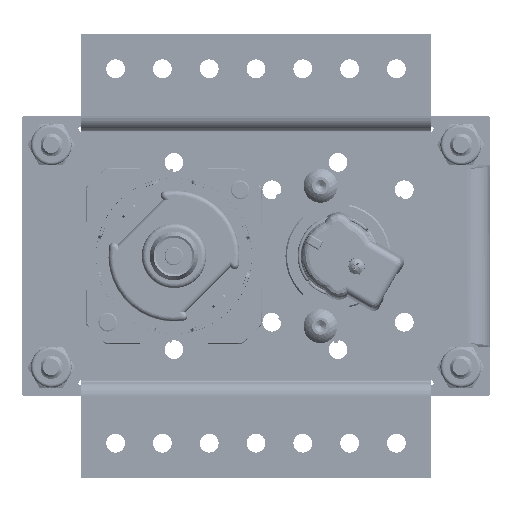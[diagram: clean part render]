
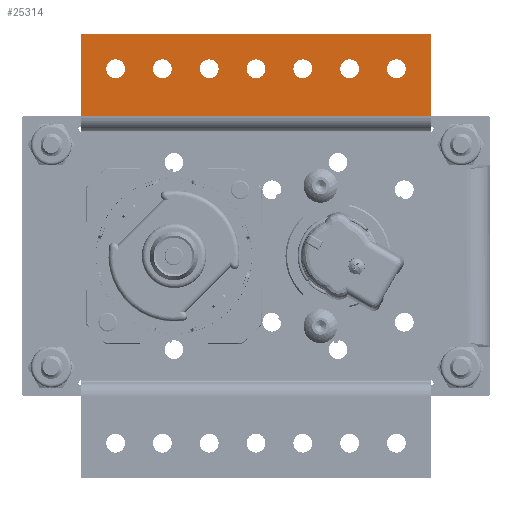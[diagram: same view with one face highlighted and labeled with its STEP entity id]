
A CAD part, front view. The second image highlights one B-rep face of the part: STEP entity #25314.
In plain terms, the highlighted face is planar.
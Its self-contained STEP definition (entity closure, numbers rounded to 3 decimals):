
#309 = ORIENTED_EDGE ( 'NONE', *, *, #88421, .F. ) ;
#331 = ORIENTED_EDGE ( 'NONE', *, *, #29838, .T. ) ;
#607 = ORIENTED_EDGE ( 'NONE', *, *, #83210, .T. ) ;
#1690 = ORIENTED_EDGE ( 'NONE', *, *, #3874, .T. ) ;
#1827 = VERTEX_POINT ( 'NONE', #39077 ) ;
#1951 = DIRECTION ( 'NONE',  ( 0., 0., -1. ) ) ;
#2127 = ORIENTED_EDGE ( 'NONE', *, *, #98264, .T. ) ;
#2291 = ORIENTED_EDGE ( 'NONE', *, *, #35143, .T. ) ;
#3427 = CARTESIAN_POINT ( 'NONE',  ( -15.837, 3.175, 50.8 ) ) ;
#3496 = ORIENTED_EDGE ( 'NONE', *, *, #59887, .T. ) ;
#3874 = EDGE_CURVE ( 'NONE', #9353, #9353, #8219, .T. ) ;
#4112 = EDGE_LOOP ( 'NONE', ( #48153, #102576, #74874, #309, #331, #607 ) ) ;
#4120 = ORIENTED_EDGE ( 'NONE', *, *, #78008, .T. ) ;
#4537 = VERTEX_POINT ( 'NONE', #41778 ) ;
#5043 = DIRECTION ( 'NONE',  ( 0., -1., 0. ) ) ;
#5352 = ORIENTED_EDGE ( 'NONE', *, *, #39416, .T. ) ;
#5443 = VERTEX_POINT ( 'NONE', #42662 ) ;
#6674 = EDGE_CURVE ( 'NONE', #99683, #40366, #48384, .T. ) ;
#8219 = CIRCLE ( 'NONE', #76293, 2.553 ) ;
#8672 = FACE_BOUND ( 'NONE', #119937, .T. ) ;
#9300 = CIRCLE ( 'NONE', #77357, 2.553 ) ;
#9353 = VERTEX_POINT ( 'NONE', #46572 ) ;
#11264 = CARTESIAN_POINT ( 'NONE',  ( -24.6, 3.175, 59.563 ) ) ;
#12222 = CARTESIAN_POINT ( 'NONE',  ( 47.663, 3.175, 48.247 ) ) ;
#12231 = CARTESIAN_POINT ( 'NONE',  ( 22.263, 3.175, 50.8 ) ) ;
#14047 = DIRECTION ( 'NONE',  ( 0., -1., 0. ) ) ;
#14457 = AXIS2_PLACEMENT_3D ( 'NONE', #11264, #48465, #85427 ) ;
#15649 = EDGE_LOOP ( 'NONE', ( #2291 ) ) ;
#15666 = ORIENTED_EDGE ( 'NONE', *, *, #102846, .T. ) ;
#16006 = CARTESIAN_POINT ( 'NONE',  ( -3.137, 3.175, 50.8 ) ) ;
#16454 = LINE ( 'NONE', #53693, #31930 ) ;
#17857 = FACE_BOUND ( 'NONE', #31204, .T. ) ;
#19215 = DIRECTION ( 'NONE',  ( 0., 0., -1. ) ) ;
#19466 = EDGE_LOOP ( 'NONE', ( #15666 ) ) ;
#19889 = CARTESIAN_POINT ( 'NONE',  ( 47.663, 3.175, 50.8 ) ) ;
#25314 = ADVANCED_FACE ( 'NONE', ( #73242, #100971, #17857, #55092, #91959, #8672, #45883, #82895 ), #119673, .F. ) ;
#27077 = AXIS2_PLACEMENT_3D ( 'NONE', #65551, #102287, #19215 ) ;
#28321 = CARTESIAN_POINT ( 'NONE',  ( 0., 3.175, 38.103 ) ) ;
#29144 = CARTESIAN_POINT ( 'NONE',  ( 69.888, 3.175, 60.325 ) ) ;
#29838 = EDGE_CURVE ( 'NONE', #70875, #89689, #16454, .T. ) ;
#30091 = VERTEX_POINT ( 'NONE', #67283 ) ;
#30998 = VERTEX_POINT ( 'NONE', #31226 ) ;
#31204 = EDGE_LOOP ( 'NONE', ( #2127 ) ) ;
#31226 = CARTESIAN_POINT ( 'NONE',  ( 69.126, 3.175, 60.325 ) ) ;
#31930 = VECTOR ( 'NONE', #90589, 1000. ) ;
#33933 = EDGE_LOOP ( 'NONE', ( #1690 ) ) ;
#35143 = EDGE_CURVE ( 'NONE', #95433, #95433, #48408, .T. ) ;
#36756 = CARTESIAN_POINT ( 'NONE',  ( 0., 3.175, -1.384 ) ) ;
#38058 = CIRCLE ( 'NONE', #105761, 2.553 ) ;
#39077 = CARTESIAN_POINT ( 'NONE',  ( -3.137, 3.175, 48.247 ) ) ;
#39361 = CIRCLE ( 'NONE', #107062, 2.553 ) ;
#39416 = EDGE_CURVE ( 'NONE', #5443, #5443, #39361, .T. ) ;
#40366 = VERTEX_POINT ( 'NONE', #93646 ) ;
#40663 = DIRECTION ( 'NONE',  ( 0., -1., 0. ) ) ;
#41764 = VECTOR ( 'NONE', #1951, 1000. ) ;
#41778 = CARTESIAN_POINT ( 'NONE',  ( 34.963, 3.175, 48.247 ) ) ;
#42275 = DIRECTION ( 'NONE',  ( 0., 0., -1. ) ) ;
#42662 = CARTESIAN_POINT ( 'NONE',  ( -15.837, 3.175, 48.247 ) ) ;
#43984 = CARTESIAN_POINT ( 'NONE',  ( 69.126, 3.175, 59.563 ) ) ;
#45883 = FACE_BOUND ( 'NONE', #116556, .T. ) ;
#46572 = CARTESIAN_POINT ( 'NONE',  ( 9.563, 3.175, 48.247 ) ) ;
#48153 = ORIENTED_EDGE ( 'NONE', *, *, #55758, .T. ) ;
#48384 = LINE ( 'NONE', #85350, #41764 ) ;
#48408 = CIRCLE ( 'NONE', #115981, 2.553 ) ;
#48465 = DIRECTION ( 'NONE',  ( 0., 1., 0. ) ) ;
#49436 = DIRECTION ( 'NONE',  ( 0., -1., 0. ) ) ;
#49892 = EDGE_LOOP ( 'NONE', ( #3496 ) ) ;
#51274 = DIRECTION ( 'NONE',  ( 0., 0., -1. ) ) ;
#52844 = AXIS2_PLACEMENT_3D ( 'NONE', #88379, #5043, #42275 ) ;
#53226 = DIRECTION ( 'NONE',  ( 0., -1., 0. ) ) ;
#53693 = CARTESIAN_POINT ( 'NONE',  ( -25.362, 3.175, 58.941 ) ) ;
#53720 = AXIS2_PLACEMENT_3D ( 'NONE', #36756, #73843, #110568 ) ;
#55092 = FACE_BOUND ( 'NONE', #15649, .T. ) ;
#55641 = VERTEX_POINT ( 'NONE', #92513 ) ;
#55758 = EDGE_CURVE ( 'NONE', #80217, #30998, #112114, .T. ) ;
#56259 = AXIS2_PLACEMENT_3D ( 'NONE', #43984, #81016, #117775 ) ;
#56293 = EDGE_CURVE ( 'NONE', #30998, #99683, #108303, .T. ) ;
#57098 = DIRECTION ( 'NONE',  ( 0., -1., 0. ) ) ;
#59887 = EDGE_CURVE ( 'NONE', #4537, #4537, #79494, .T. ) ;
#61819 = CARTESIAN_POINT ( 'NONE',  ( -25.362, 3.175, 59.563 ) ) ;
#61837 = CARTESIAN_POINT ( 'NONE',  ( 69.888, 3.175, 59.563 ) ) ;
#61947 = VECTOR ( 'NONE', #65510, 1000. ) ;
#65510 = DIRECTION ( 'NONE',  ( 1., 0., 0. ) ) ;
#65551 = CARTESIAN_POINT ( 'NONE',  ( 34.963, 3.175, 50.8 ) ) ;
#66343 = DIRECTION ( 'NONE',  ( 1., 0., 0. ) ) ;
#67009 = CIRCLE ( 'NONE', #14457, 0.762 ) ;
#67283 = CARTESIAN_POINT ( 'NONE',  ( 22.263, 3.175, 48.247 ) ) ;
#69698 = VECTOR ( 'NONE', #66343, 1000. ) ;
#70875 = VERTEX_POINT ( 'NONE', #109930 ) ;
#73242 = FACE_OUTER_BOUND ( 'NONE', #4112, .T. ) ;
#73843 = DIRECTION ( 'NONE',  ( 0., -1., 0. ) ) ;
#74874 = ORIENTED_EDGE ( 'NONE', *, *, #6674, .T. ) ;
#76293 = AXIS2_PLACEMENT_3D ( 'NONE', #97244, #14047, #51274 ) ;
#77357 = AXIS2_PLACEMENT_3D ( 'NONE', #12231, #49436, #86388 ) ;
#77755 = DIRECTION ( 'NONE',  ( 0., 0., -1. ) ) ;
#78008 = EDGE_CURVE ( 'NONE', #30091, #30091, #9300, .T. ) ;
#79494 = CIRCLE ( 'NONE', #27077, 2.553 ) ;
#80217 = VERTEX_POINT ( 'NONE', #110604 ) ;
#81016 = DIRECTION ( 'NONE',  ( 0., 1., 0. ) ) ;
#82895 = FACE_BOUND ( 'NONE', #19466, .T. ) ;
#83210 = EDGE_CURVE ( 'NONE', #89689, #80217, #67009, .T. ) ;
#85350 = CARTESIAN_POINT ( 'NONE',  ( 69.888, 3.175, 32.271 ) ) ;
#85427 = DIRECTION ( 'NONE',  ( 0., 0., -1. ) ) ;
#86388 = DIRECTION ( 'NONE',  ( 0., 0., -1. ) ) ;
#88379 = CARTESIAN_POINT ( 'NONE',  ( 60.363, 3.175, 50.8 ) ) ;
#88421 = EDGE_CURVE ( 'NONE', #70875, #40366, #111279, .T. ) ;
#89689 = VERTEX_POINT ( 'NONE', #61819 ) ;
#90110 = DIRECTION ( 'NONE',  ( 0., 0., -1. ) ) ;
#90589 = DIRECTION ( 'NONE',  ( 0., 0., 1. ) ) ;
#91959 = FACE_BOUND ( 'NONE', #49892, .T. ) ;
#92513 = CARTESIAN_POINT ( 'NONE',  ( 60.363, 3.175, 48.247 ) ) ;
#93646 = CARTESIAN_POINT ( 'NONE',  ( 69.888, 3.175, 38.103 ) ) ;
#93949 = DIRECTION ( 'NONE',  ( 0., 0., -1. ) ) ;
#95433 = VERTEX_POINT ( 'NONE', #12222 ) ;
#97244 = CARTESIAN_POINT ( 'NONE',  ( 9.563, 3.175, 50.8 ) ) ;
#98264 = EDGE_CURVE ( 'NONE', #55641, #55641, #104924, .T. ) ;
#99683 = VERTEX_POINT ( 'NONE', #61837 ) ;
#100971 = FACE_BOUND ( 'NONE', #33933, .T. ) ;
#102287 = DIRECTION ( 'NONE',  ( 0., -1., 0. ) ) ;
#102576 = ORIENTED_EDGE ( 'NONE', *, *, #56293, .T. ) ;
#102846 = EDGE_CURVE ( 'NONE', #1827, #1827, #38058, .T. ) ;
#104924 = CIRCLE ( 'NONE', #52844, 2.553 ) ;
#105761 = AXIS2_PLACEMENT_3D ( 'NONE', #16006, #53226, #90110 ) ;
#107062 = AXIS2_PLACEMENT_3D ( 'NONE', #3427, #40663, #77755 ) ;
#108303 = CIRCLE ( 'NONE', #56259, 0.762 ) ;
#109930 = CARTESIAN_POINT ( 'NONE',  ( -25.362, 3.175, 38.103 ) ) ;
#110568 = DIRECTION ( 'NONE',  ( 0., 0., -1. ) ) ;
#110604 = CARTESIAN_POINT ( 'NONE',  ( -24.6, 3.175, 60.325 ) ) ;
#111279 = LINE ( 'NONE', #28321, #61947 ) ;
#112114 = LINE ( 'NONE', #29144, #69698 ) ;
#115981 = AXIS2_PLACEMENT_3D ( 'NONE', #19889, #57098, #93949 ) ;
#116556 = EDGE_LOOP ( 'NONE', ( #5352 ) ) ;
#117775 = DIRECTION ( 'NONE',  ( 0., 0., -1. ) ) ;
#119673 = PLANE ( 'NONE',  #53720 ) ;
#119937 = EDGE_LOOP ( 'NONE', ( #4120 ) ) ;
